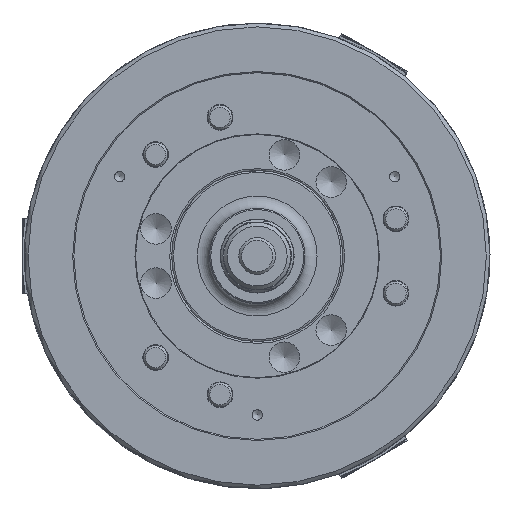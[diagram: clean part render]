
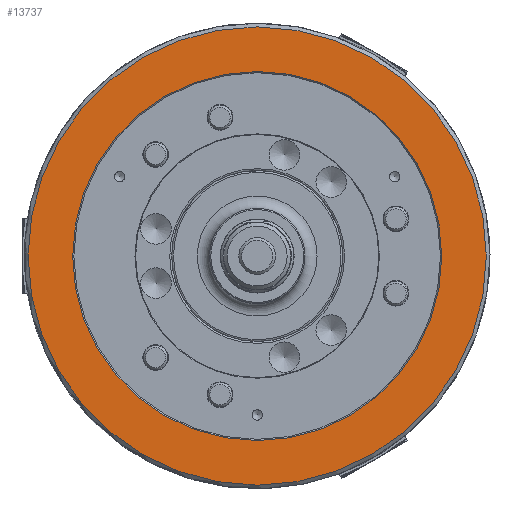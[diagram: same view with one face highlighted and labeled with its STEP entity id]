
A CAD part, left-side view. The second image highlights one B-rep face of the part: STEP entity #13737.
In plain terms, the highlighted planar face has unit normal (-1, 0, 0).
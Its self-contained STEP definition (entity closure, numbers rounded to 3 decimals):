
#4547 = EDGE_CURVE ( 'NONE', #6115, #6115, #6172, .T. ) ;
#6115 = VERTEX_POINT ( 'NONE', #25659 ) ;
#6172 = CIRCLE ( 'NONE', #56139, 151. ) ;
#8663 = EDGE_CURVE ( 'NONE', #16367, #16367, #15418, .T. ) ;
#11189 = ORIENTED_EDGE ( 'NONE', *, *, #4547, .T. ) ;
#12467 = DIRECTION ( 'NONE',  ( 0., 0., 1. ) ) ;
#12538 = CARTESIAN_POINT ( 'NONE',  ( -114., 190.5, 0. ) ) ;
#13737 = ADVANCED_FACE ( 'NONE', ( #17345, #36854 ), #56379, .T. ) ;
#15418 = CIRCLE ( 'NONE', #51182, 187.5 ) ;
#16367 = VERTEX_POINT ( 'NONE', #35876 ) ;
#17345 = FACE_BOUND ( 'NONE', #61646, .T. ) ;
#23625 = CARTESIAN_POINT ( 'NONE',  ( -114., 0., 0. ) ) ;
#25659 = CARTESIAN_POINT ( 'NONE',  ( -114., 0., 151. ) ) ;
#29331 = EDGE_LOOP ( 'NONE', ( #38811 ) ) ;
#32038 = DIRECTION ( 'NONE',  ( -1., 0., 0. ) ) ;
#35876 = CARTESIAN_POINT ( 'NONE',  ( -114., 0., 187.5 ) ) ;
#36787 = CARTESIAN_POINT ( 'NONE',  ( -114., 0., 0. ) ) ;
#36854 = FACE_OUTER_BOUND ( 'NONE', #29331, .T. ) ;
#37718 = AXIS2_PLACEMENT_3D ( 'NONE', #12538, #32038, #51564 ) ;
#38811 = ORIENTED_EDGE ( 'NONE', *, *, #8663, .T. ) ;
#43118 = DIRECTION ( 'NONE',  ( -1., 0., 0. ) ) ;
#51182 = AXIS2_PLACEMENT_3D ( 'NONE', #23625, #43118, #62666 ) ;
#51564 = DIRECTION ( 'NONE',  ( 0., 0., 1. ) ) ;
#56139 = AXIS2_PLACEMENT_3D ( 'NONE', #36787, #56313, #12467 ) ;
#56313 = DIRECTION ( 'NONE',  ( 1., 0., 0. ) ) ;
#56379 = PLANE ( 'NONE',  #37718 ) ;
#61646 = EDGE_LOOP ( 'NONE', ( #11189 ) ) ;
#62666 = DIRECTION ( 'NONE',  ( 0., 0., 1. ) ) ;
